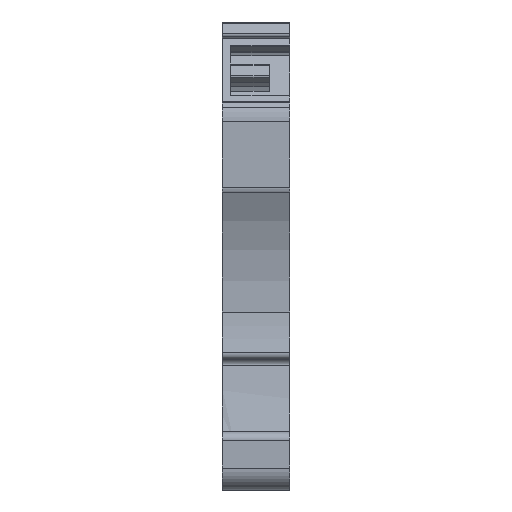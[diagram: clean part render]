
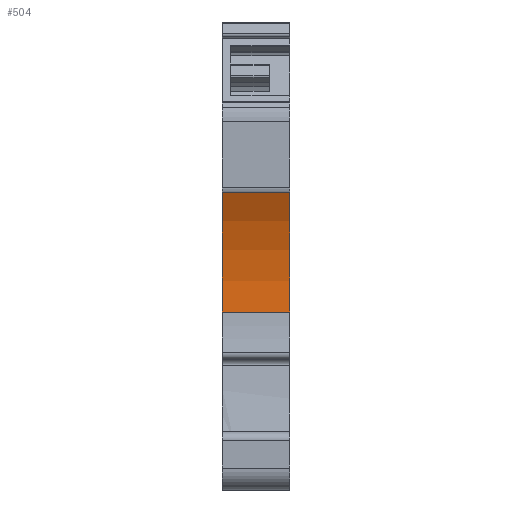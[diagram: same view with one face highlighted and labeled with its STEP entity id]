
A CAD part, front view. The second image highlights one B-rep face of the part: STEP entity #504.
In plain terms, the highlighted cylindrical face has radius 20 mm (diameter 40 mm), a partial arc.
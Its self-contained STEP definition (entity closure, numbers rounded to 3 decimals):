
#504 = ADVANCED_FACE( '', ( #1132 ), #1133, .F. );
#1132 = FACE_OUTER_BOUND( '', #1877, .T. );
#1133 = CYLINDRICAL_SURFACE( '', #1878, 20. );
#1877 = EDGE_LOOP( '', ( #3410, #3411, #3412, #3413 ) );
#1878 = AXIS2_PLACEMENT_3D( '', #3414, #3415, #3416 );
#3410 = ORIENTED_EDGE( '', *, *, #4797, .F. );
#3411 = ORIENTED_EDGE( '', *, *, #5240, .F. );
#3412 = ORIENTED_EDGE( '', *, *, #5241, .T. );
#3413 = ORIENTED_EDGE( '', *, *, #4998, .T. );
#3414 = CARTESIAN_POINT( '', ( 6.1, -15.693, 17.611 ) );
#3415 = DIRECTION( '', ( 1., 0., 0. ) );
#3416 = DIRECTION( '', ( 0., 0., 1. ) );
#4797 = EDGE_CURVE( '', #5890, #5892, #5893, .T. );
#4998 = EDGE_CURVE( '', #6224, #5892, #6225, .T. );
#5240 = EDGE_CURVE( '', #6580, #5890, #6581, .T. );
#5241 = EDGE_CURVE( '', #6580, #6224, #6582, .T. );
#5890 = VERTEX_POINT( '', #7401 );
#5892 = VERTEX_POINT( '', #7403 );
#5893 = CIRCLE( '', #7404, 20. );
#6224 = VERTEX_POINT( '', #7861 );
#6225 = LINE( '', #7862, #7863 );
#6580 = VERTEX_POINT( '', #8363 );
#6581 = LINE( '', #8364, #8365 );
#6582 = CIRCLE( '', #8366, 20. );
#7401 = CARTESIAN_POINT( '', ( 0., 4.257, 16.2 ) );
#7403 = CARTESIAN_POINT( '', ( 0., 1.923, 27.08 ) );
#7404 = AXIS2_PLACEMENT_3D( '', #9137, #9138, #9139 );
#7861 = CARTESIAN_POINT( '', ( 6.1, 1.923, 27.08 ) );
#7862 = CARTESIAN_POINT( '', ( 6.1, 1.923, 27.08 ) );
#7863 = VECTOR( '', #9374, 1000. );
#8363 = CARTESIAN_POINT( '', ( 6.1, 4.257, 16.2 ) );
#8364 = CARTESIAN_POINT( '', ( 6.1, 4.257, 16.2 ) );
#8365 = VECTOR( '', #9634, 1000. );
#8366 = AXIS2_PLACEMENT_3D( '', #9635, #9636, #9637 );
#9137 = CARTESIAN_POINT( '', ( 0., -15.693, 17.611 ) );
#9138 = DIRECTION( '', ( 1., 0., 0. ) );
#9139 = DIRECTION( '', ( 0., 0., -1. ) );
#9374 = DIRECTION( '', ( -1., 0., 0. ) );
#9634 = DIRECTION( '', ( -1., 0., 0. ) );
#9635 = CARTESIAN_POINT( '', ( 6.1, -15.693, 17.611 ) );
#9636 = DIRECTION( '', ( 1., 0., 0. ) );
#9637 = DIRECTION( '', ( 0., 0., -1. ) );
